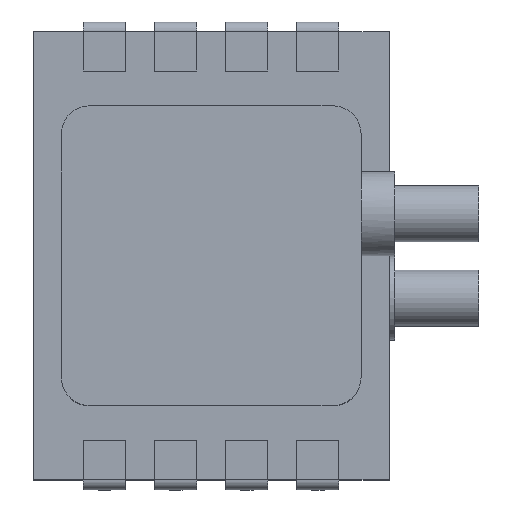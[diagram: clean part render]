
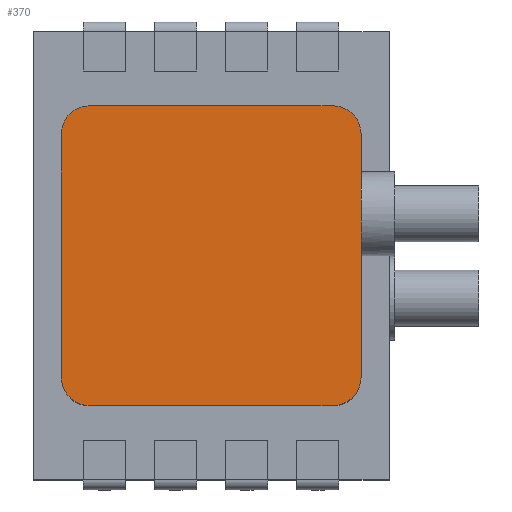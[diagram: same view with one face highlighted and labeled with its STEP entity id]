
A CAD part, top view. The second image highlights one B-rep face of the part: STEP entity #370.
In plain terms, the highlighted planar face has unit normal (0, 0, 1).
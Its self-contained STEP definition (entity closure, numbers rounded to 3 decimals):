
#220 = VERTEX_POINT('',#221);
#221 = CARTESIAN_POINT('',(-4.35,5.35,7.86));
#227 = EDGE_CURVE('',#220,#228,#230,.T.);
#228 = VERTEX_POINT('',#229);
#229 = CARTESIAN_POINT('',(4.35,5.35,7.86));
#230 = LINE('',#231,#232);
#231 = CARTESIAN_POINT('',(-4.35,5.35,7.86));
#232 = VECTOR('',#233,1.);
#233 = DIRECTION('',(1.,0.,0.));
#258 = EDGE_CURVE('',#220,#259,#261,.T.);
#259 = VERTEX_POINT('',#260);
#260 = CARTESIAN_POINT('',(-5.35,4.35,7.86));
#261 = CIRCLE('',#262,1.);
#262 = AXIS2_PLACEMENT_3D('',#263,#264,#265);
#263 = CARTESIAN_POINT('',(-4.35,4.35,7.86));
#264 = DIRECTION('',(0.,0.,1.));
#265 = DIRECTION('',(1.,0.,0.));
#293 = VERTEX_POINT('',#294);
#294 = CARTESIAN_POINT('',(5.35,4.35,7.86));
#300 = EDGE_CURVE('',#293,#228,#301,.T.);
#301 = CIRCLE('',#302,1.);
#302 = AXIS2_PLACEMENT_3D('',#303,#304,#305);
#303 = CARTESIAN_POINT('',(4.35,4.35,7.86));
#304 = DIRECTION('',(0.,0.,1.));
#305 = DIRECTION('',(1.,0.,0.));
#370 = ADVANCED_FACE('',(#371),#432,.F.);
#371 = FACE_BOUND('',#372,.F.);
#372 = EDGE_LOOP('',(#373,#374,#375,#383,#391,#399,#408,#416,#425,#431)
  );
#373 = ORIENTED_EDGE('',*,*,#227,.T.);
#374 = ORIENTED_EDGE('',*,*,#300,.F.);
#375 = ORIENTED_EDGE('',*,*,#376,.T.);
#376 = EDGE_CURVE('',#293,#377,#379,.T.);
#377 = VERTEX_POINT('',#378);
#378 = CARTESIAN_POINT('',(5.35,2.52,7.86));
#379 = LINE('',#380,#381);
#380 = CARTESIAN_POINT('',(5.35,4.35,7.86));
#381 = VECTOR('',#382,1.);
#382 = DIRECTION('',(0.,-1.,0.));
#383 = ORIENTED_EDGE('',*,*,#384,.T.);
#384 = EDGE_CURVE('',#377,#385,#387,.T.);
#385 = VERTEX_POINT('',#386);
#386 = CARTESIAN_POINT('',(5.35,0.48,7.86));
#387 = LINE('',#388,#389);
#388 = CARTESIAN_POINT('',(5.35,4.35,7.86));
#389 = VECTOR('',#390,1.);
#390 = DIRECTION('',(0.,-1.,0.));
#391 = ORIENTED_EDGE('',*,*,#392,.T.);
#392 = EDGE_CURVE('',#385,#393,#395,.T.);
#393 = VERTEX_POINT('',#394);
#394 = CARTESIAN_POINT('',(5.35,-4.35,7.86));
#395 = LINE('',#396,#397);
#396 = CARTESIAN_POINT('',(5.35,4.35,7.86));
#397 = VECTOR('',#398,1.);
#398 = DIRECTION('',(0.,-1.,0.));
#399 = ORIENTED_EDGE('',*,*,#400,.F.);
#400 = EDGE_CURVE('',#401,#393,#403,.T.);
#401 = VERTEX_POINT('',#402);
#402 = CARTESIAN_POINT('',(4.35,-5.35,7.86));
#403 = CIRCLE('',#404,1.);
#404 = AXIS2_PLACEMENT_3D('',#405,#406,#407);
#405 = CARTESIAN_POINT('',(4.35,-4.35,7.86));
#406 = DIRECTION('',(0.,0.,1.));
#407 = DIRECTION('',(1.,0.,0.));
#408 = ORIENTED_EDGE('',*,*,#409,.T.);
#409 = EDGE_CURVE('',#401,#410,#412,.T.);
#410 = VERTEX_POINT('',#411);
#411 = CARTESIAN_POINT('',(-4.35,-5.35,7.86));
#412 = LINE('',#413,#414);
#413 = CARTESIAN_POINT('',(4.35,-5.35,7.86));
#414 = VECTOR('',#415,1.);
#415 = DIRECTION('',(-1.,0.,0.));
#416 = ORIENTED_EDGE('',*,*,#417,.F.);
#417 = EDGE_CURVE('',#418,#410,#420,.T.);
#418 = VERTEX_POINT('',#419);
#419 = CARTESIAN_POINT('',(-5.35,-4.35,7.86));
#420 = CIRCLE('',#421,1.);
#421 = AXIS2_PLACEMENT_3D('',#422,#423,#424);
#422 = CARTESIAN_POINT('',(-4.35,-4.35,7.86));
#423 = DIRECTION('',(0.,0.,1.));
#424 = DIRECTION('',(1.,0.,0.));
#425 = ORIENTED_EDGE('',*,*,#426,.T.);
#426 = EDGE_CURVE('',#418,#259,#427,.T.);
#427 = LINE('',#428,#429);
#428 = CARTESIAN_POINT('',(-5.35,-4.35,7.86));
#429 = VECTOR('',#430,1.);
#430 = DIRECTION('',(0.,1.,0.));
#431 = ORIENTED_EDGE('',*,*,#258,.F.);
#432 = PLANE('',#433);
#433 = AXIS2_PLACEMENT_3D('',#434,#435,#436);
#434 = CARTESIAN_POINT('',(0.,0.,7.86)
  );
#435 = DIRECTION('',(0.,0.,-1.));
#436 = DIRECTION('',(-1.,0.,0.));
